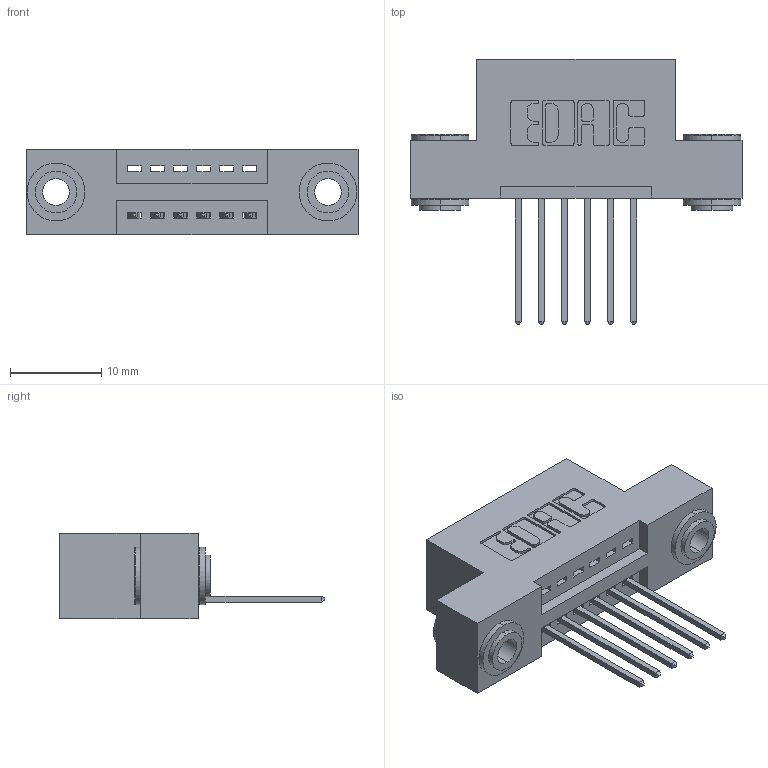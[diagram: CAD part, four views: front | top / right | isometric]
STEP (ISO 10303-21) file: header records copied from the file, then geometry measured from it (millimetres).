
FILE_DESCRIPTION (( 'STEP AP203' ), '1' );
FILE_NAME ('395-006-540-103.STEP', '2018-10-23T19:31:26', ( '' ), ( '' ), 'SwSTEP 2.0', 'SolidWorks 2016', '' );
FILE_SCHEMA (( 'CONFIG_CONTROL_DESIGN' ));
Length unit declared in the file: inch
Products named in the file (4): 395-006-540-103; 345-292-001_345-293-140; 345 Part_Flush Mounting Lugs - 0.156 Dia-TH; 345-250-002_345-250-002-102
Assembly tree (9 placements, depth 2):
  395-006-540-103
    345 Part_Flush Mounting Lugs - 0.156 Dia-TH
    345-292-001_345-293-140  x6
    345-250-002_345-250-002-102  x2
Bounding box: 36.45 x 29.13 x 9.4 mm (x, y, z)
Volume: 3194.6 mm3; surface area: 4029 mm2
Topology: 9 solids, 9 shells, 512 faces, 1473 edges, 970 vertices
Faces by surface type: plane 330, cylinder 174, cone 8
Entity records: 10030 total; most frequent: CARTESIAN_POINT 1717, ORIENTED_EDGE 1650, DIRECTION 1583, EDGE_CURVE 825, LINE 645, VECTOR 645, VERTEX_POINT 546, AXIS2_PLACEMENT_3D 469
